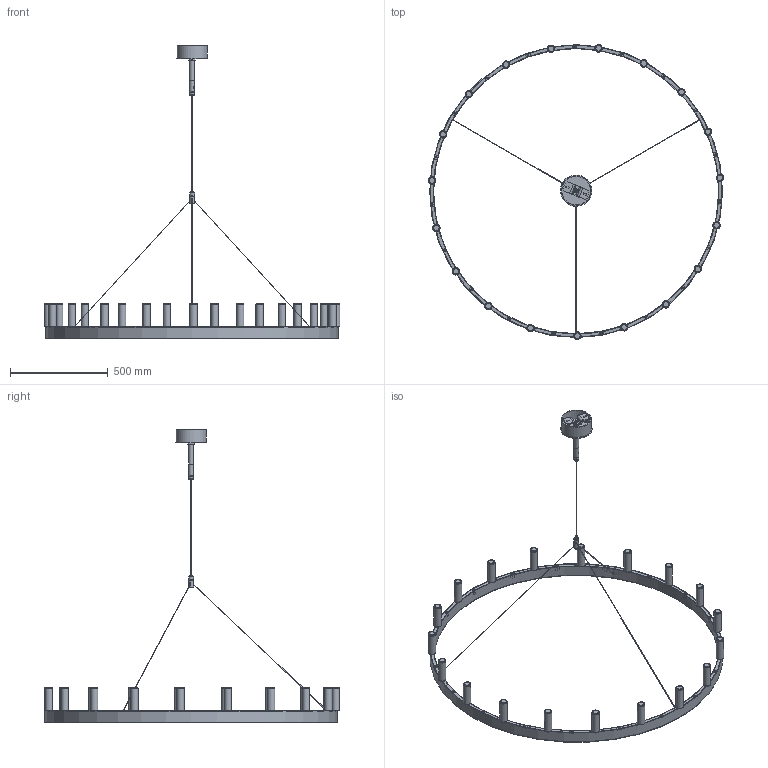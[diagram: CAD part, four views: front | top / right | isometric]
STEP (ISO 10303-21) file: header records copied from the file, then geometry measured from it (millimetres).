
FILE_DESCRIPTION(/* description */ (''),/* implementation_level */ '2;1');
FILE_NAME(/* name */ 'F549185xxxxxNE.stp',/* time_stamp */ '2020-01-17T15:13:58+01:00',/* author */ ('sghezzi'),/* organization */ (''),/* preprocessor_version */ 'ST-DEVELOPER v17.2',/* originating_system */ 'Autodesk Inventor 2019',/* authorisation */ '');
FILE_SCHEMA (('AUTOMOTIVE_DESIGN { 1 0 10303 214 3 1 1 }'));
Length unit declared in the file: millimetre
Products named in the file (12): Nuovo Chandelier 1500; 007549104_CORPO_D1500; 007549112_ROSONE; 007549105_CHIUSURA_D1500; STELO SUPERIORE; 002549100_DIFFUSORE; 007549111_STAFFA; 007549116_ANELLO_FISSAGGIO; 007549126_STELO; BLOCCACAVO SACLA 96291; Cavo Acciaio centrale; Cavo Acciaio
Assembly tree (32 placements, depth 2):
  Nuovo Chandelier 1500
    007549104_CORPO_D1500
    007549112_ROSONE
    007549105_CHIUSURA_D1500
    STELO SUPERIORE
    002549100_DIFFUSORE  x19
    007549111_STAFFA
    007549116_ANELLO_FISSAGGIO
    007549126_STELO
    BLOCCACAVO SACLA 96291  x2
    Cavo Acciaio centrale
    Cavo Acciaio  x3
Bounding box: 1512.86 x 1508.94 x 1500 mm (x, y, z)
Volume: 2240604.2 mm3; surface area: 2238782.5 mm2
Topology: 51 solids, 51 shells, 561 faces, 1512 edges, 1079 vertices
Faces by surface type: plane 295, cylinder 209, torus 38, cone 19
Full cylindrical faces by diameter (mm): 2.5 x4, 3 x1, 3.242 x20, 3.7 x2, 4 x2, 4.5 x19, 4.917 x2, 8 x2, 10 x19, 12 x3, 13 x4, 16 x3, 20 x3, 25 x2, 27 x1, 28 x1, 32.4 x19, 34 x1, 38 x19, 147 x1, 153 x1, 160 x1, 1460 x1, 1464 x1, 1496 x1, 1497 x1, 1500 x1
Entity records: 15955 total; most frequent: CARTESIAN_POINT 3636, DIRECTION 2474, ORIENTED_EDGE 2370, EDGE_CURVE 1185, AXIS2_PLACEMENT_3D 891, VERTEX_POINT 847, LINE 692, VECTOR 692
